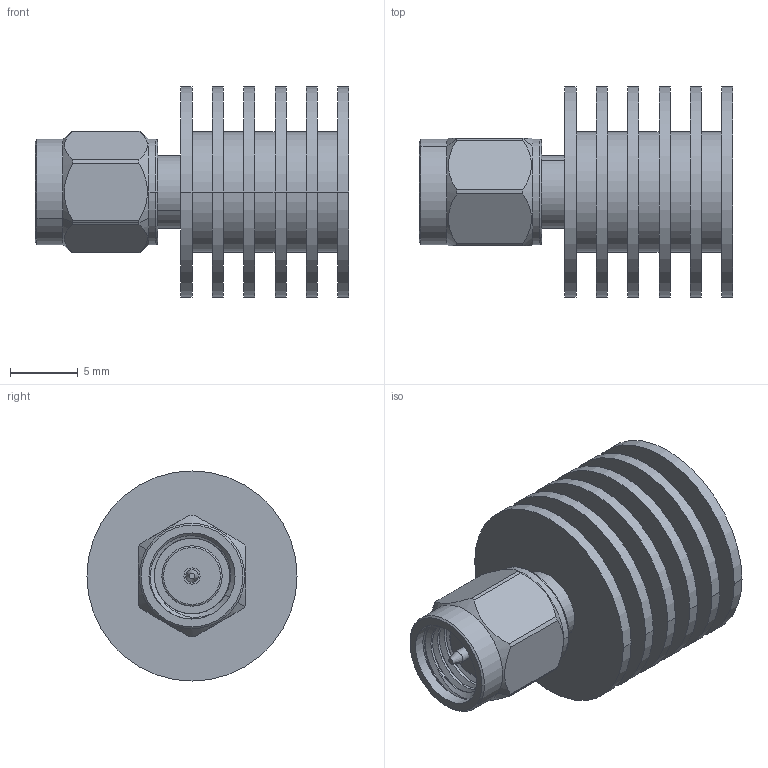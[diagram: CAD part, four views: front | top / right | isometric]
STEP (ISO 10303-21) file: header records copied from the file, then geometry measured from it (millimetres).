
FILE_DESCRIPTION (( 'STEP AP203' ), '1' );
FILE_NAME ('PE6095.step', '2018-07-16T20:39:06', ( '' ), ( '' ), 'SwSTEP 2.0', 'SolidWorks 2017', '' );
FILE_SCHEMA (( 'CONFIG_CONTROL_DESIGN' ));
Length unit declared in the file: inch
Products named in the file (1): PE6095
Bounding box: 23.11 x 15.49 x 15.49 mm (x, y, z)
Volume: 1788.5 mm3; surface area: 2587.2 mm2
Topology: 1 solids, 1 shells, 97 faces, 223 edges, 144 vertices
Faces by surface type: cylinder 55, plane 24, cone 11, torus 4, bspline 3
Entity records: 3819 total; most frequent: CARTESIAN_POINT 1572, DIRECTION 469, ORIENTED_EDGE 446, EDGE_CURVE 223, AXIS2_PLACEMENT_3D 199, VERTEX_POINT 144, EDGE_LOOP 113, CIRCLE 104
